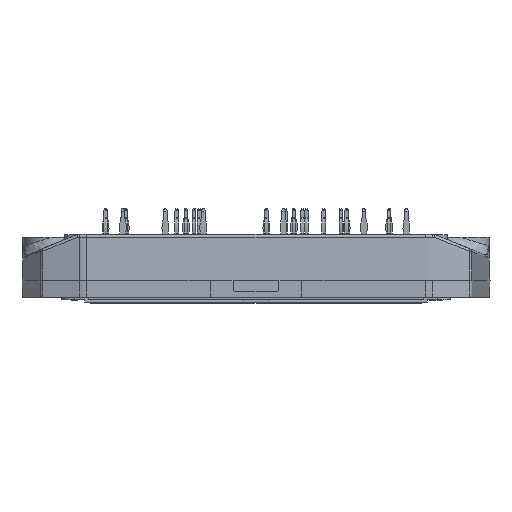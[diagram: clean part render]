
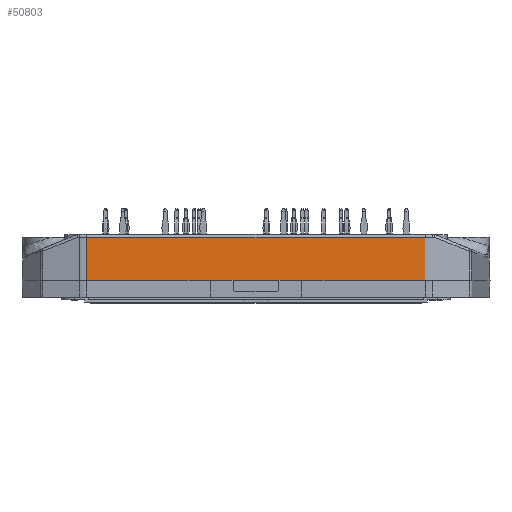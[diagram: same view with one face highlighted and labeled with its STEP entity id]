
A CAD part, front view. The second image highlights one B-rep face of the part: STEP entity #50803.
In plain terms, the highlighted planar face has unit normal (0, -1, 0.026).
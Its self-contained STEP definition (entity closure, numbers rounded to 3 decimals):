
#5868=ORIENTED_EDGE('',*,*,#16091,.F.);
#5869=ORIENTED_EDGE('',*,*,#16092,.T.);
#5870=ORIENTED_EDGE('',*,*,#15826,.F.);
#5871=ORIENTED_EDGE('',*,*,#16093,.F.);
#5872=ORIENTED_EDGE('',*,*,#16094,.T.);
#5873=ORIENTED_EDGE('',*,*,#16095,.T.);
#5874=ORIENTED_EDGE('',*,*,#16079,.T.);
#5875=ORIENTED_EDGE('',*,*,#16096,.F.);
#5876=ORIENTED_EDGE('',*,*,#16074,.F.);
#5877=ORIENTED_EDGE('',*,*,#15813,.F.);
#15813=EDGE_CURVE('',#21056,#21057,#24316,.T.);
#15826=EDGE_CURVE('',#21066,#21067,#24324,.T.);
#16074=EDGE_CURVE('',#21057,#21215,#24444,.T.);
#16079=EDGE_CURVE('',#21219,#21218,#24447,.T.);
#16091=EDGE_CURVE('',#21229,#21056,#24455,.T.);
#16092=EDGE_CURVE('',#21229,#21067,#24456,.F.);
#16093=EDGE_CURVE('',#21230,#21066,#24457,.F.);
#16094=EDGE_CURVE('',#21230,#21231,#24458,.T.);
#16095=EDGE_CURVE('',#21231,#21219,#24459,.T.);
#16096=EDGE_CURVE('',#21215,#21218,#24460,.T.);
#21056=VERTEX_POINT('',#70376);
#21057=VERTEX_POINT('',#70378);
#21066=VERTEX_POINT('',#70411);
#21067=VERTEX_POINT('',#70412);
#21215=VERTEX_POINT('',#71452);
#21218=VERTEX_POINT('',#71459);
#21219=VERTEX_POINT('',#71461);
#21229=VERTEX_POINT('',#71565);
#21230=VERTEX_POINT('',#71568);
#21231=VERTEX_POINT('',#71570);
#24316=LINE('',#70377,#27538);
#24324=LINE('',#70410,#27546);
#24444=LINE('',#71451,#27666);
#24447=LINE('',#71460,#27669);
#24455=LINE('',#71564,#27677);
#24456=LINE('',#71566,#27678);
#24457=LINE('',#71567,#27679);
#24458=LINE('',#71569,#27680);
#24459=LINE('',#71571,#27681);
#24460=LINE('',#71572,#27682);
#27538=VECTOR('',#58219,1000.);
#27546=VECTOR('',#58243,1000.);
#27666=VECTOR('',#58681,1000.);
#27669=VECTOR('',#58688,1000.);
#27677=VECTOR('',#58700,1000.);
#27678=VECTOR('',#58701,1000.);
#27679=VECTOR('',#58702,1000.);
#27680=VECTOR('',#58703,1000.);
#27681=VECTOR('',#58704,1000.);
#27682=VECTOR('',#58705,1000.);
#30822=EDGE_LOOP('',(#5868,#5869,#5870,#5871,#5872,#5873,#5874,#5875,#5876,
#5877));
#33078=FACE_BOUND('',#30822,.T.);
#34957=PLANE('',#53471);
#50803=ADVANCED_FACE('',(#33078),#34957,.T.);
#53471=AXIS2_PLACEMENT_3D('',#71563,#58698,#58699);
#58219=DIRECTION('',(-1.,0.,0.));
#58243=DIRECTION('',(1.,0.,0.));
#58681=DIRECTION('',(-1.,0.,0.));
#58688=DIRECTION('',(1.,0.,0.));
#58698=DIRECTION('',(0.,-1.,0.026));
#58699=DIRECTION('',(0.,0.026,1.));
#58700=DIRECTION('',(-1.,0.,0.));
#58701=DIRECTION('',(0.006,-0.026,-1.));
#58702=DIRECTION('',(-0.006,-0.026,-1.));
#58703=DIRECTION('',(1.,0.,0.));
#58704=DIRECTION('',(1.,0.,0.));
#58705=DIRECTION('',(-1.,0.,0.));
#70376=CARTESIAN_POINT('',(29.513,-30.776,3.));
#70377=CARTESIAN_POINT('',(17.961,-30.776,3.));
#70378=CARTESIAN_POINT('',(8.,-30.776,3.));
#70410=CARTESIAN_POINT('',(27.533,-30.58,10.513));
#70411=CARTESIAN_POINT('',(-29.469,-30.58,10.513));
#70412=CARTESIAN_POINT('',(29.469,-30.58,10.513));
#71451=CARTESIAN_POINT('',(17.961,-30.776,3.));
#71452=CARTESIAN_POINT('',(4.,-30.776,3.));
#71459=CARTESIAN_POINT('',(-4.,-30.776,3.));
#71460=CARTESIAN_POINT('',(-17.961,-30.776,3.));
#71461=CARTESIAN_POINT('',(-8.,-30.776,3.));
#71563=CARTESIAN_POINT('',(17.961,-30.776,3.));
#71564=CARTESIAN_POINT('',(17.961,-30.776,3.));
#71565=CARTESIAN_POINT('',(29.513,-30.776,3.));
#71566=CARTESIAN_POINT('',(29.512,-30.775,3.067));
#71567=CARTESIAN_POINT('',(-29.512,-30.775,3.067));
#71568=CARTESIAN_POINT('',(-29.513,-30.776,3.));
#71569=CARTESIAN_POINT('',(-17.961,-30.776,3.));
#71570=CARTESIAN_POINT('',(-29.513,-30.776,3.));
#71571=CARTESIAN_POINT('',(-17.961,-30.776,3.));
#71572=CARTESIAN_POINT('',(-17.961,-30.776,3.));
